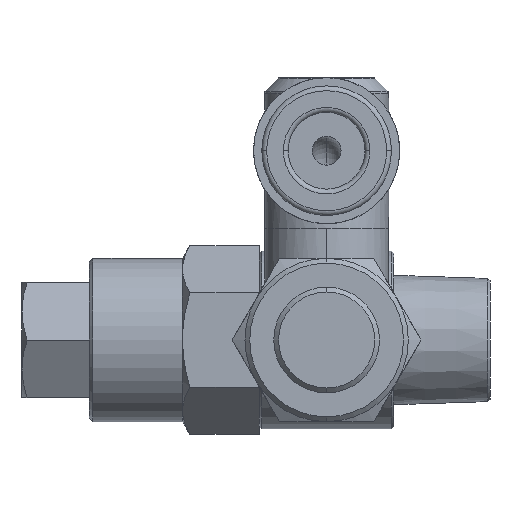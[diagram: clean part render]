
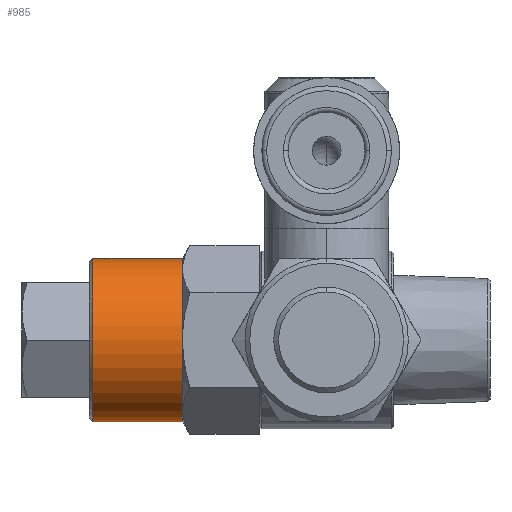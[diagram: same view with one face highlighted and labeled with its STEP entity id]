
A CAD part, left-side view. The second image highlights one B-rep face of the part: STEP entity #985.
In plain terms, the highlighted cylindrical face has radius 8.5 mm (diameter 17 mm), a partial arc.
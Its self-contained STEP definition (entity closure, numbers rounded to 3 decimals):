
#508 = VERTEX_POINT ( 'NONE', #5279 ) ;
#510 = VERTEX_POINT ( 'NONE', #5129 ) ;
#515 = VERTEX_POINT ( 'NONE', #5128 ) ;
#526 = VERTEX_POINT ( 'NONE', #5190 ) ;
#531 = EDGE_CURVE ( 'NONE', #515, #510, #5234, .T. ) ;
#556 = EDGE_CURVE ( 'NONE', #526, #508, #2557, .T. ) ;
#557 = EDGE_CURVE ( 'NONE', #508, #629, #2624, .T. ) ;
#629 = VERTEX_POINT ( 'NONE', #2858 ) ;
#721 = VERTEX_POINT ( 'NONE', #3028 ) ;
#814 = EDGE_LOOP ( 'NONE', ( #815, #982, #884, #851, #879, #880, #882 ) ) ;
#815 = ORIENTED_EDGE ( 'NONE', *, *, #531, .F. ) ;
#851 = ORIENTED_EDGE ( 'NONE', *, *, #557, .T. ) ;
#879 = ORIENTED_EDGE ( 'NONE', *, *, #908, .T. ) ;
#880 = ORIENTED_EDGE ( 'NONE', *, *, #976, .T. ) ;
#882 = ORIENTED_EDGE ( 'NONE', *, *, #902, .T. ) ;
#884 = ORIENTED_EDGE ( 'NONE', *, *, #556, .T. ) ;
#902 = EDGE_CURVE ( 'NONE', #721, #510, #3508, .T. ) ;
#908 = EDGE_CURVE ( 'NONE', #629, #941, #3579, .T. ) ;
#915 = EDGE_CURVE ( 'NONE', #515, #526, #3574, .T. ) ;
#941 = VERTEX_POINT ( 'NONE', #3591 ) ;
#976 = EDGE_CURVE ( 'NONE', #941, #721, #3816, .T. ) ;
#982 = ORIENTED_EDGE ( 'NONE', *, *, #915, .T. ) ;
#985 = ADVANCED_FACE ( 'NONE', ( #3700 ), #3788, .T. ) ;
#2555 = AXIS2_PLACEMENT_3D ( 'NONE', #2617, #2616, #2615 ) ;
#2557 = LINE ( 'NONE', #2621, #2620 ) ;
#2615 = DIRECTION ( 'NONE',  ( 0., 0., -1. ) ) ;
#2616 = DIRECTION ( 'NONE',  ( 0., 1., 0. ) ) ;
#2617 = CARTESIAN_POINT ( 'NONE',  ( 0., 15., 0. ) ) ;
#2619 = DIRECTION ( 'NONE',  ( 0., -1., 0. ) ) ;
#2620 = VECTOR ( 'NONE', #2619, 1000. ) ;
#2621 = CARTESIAN_POINT ( 'NONE',  ( 0., 55.742, -8.5 ) ) ;
#2624 = CIRCLE ( 'NONE', #2555, 8.5 ) ;
#2858 = CARTESIAN_POINT ( 'NONE',  ( -4.25, 15., -7.361 ) ) ;
#3028 = CARTESIAN_POINT ( 'NONE',  ( -4.25, 15., 7.361 ) ) ;
#3508 = CIRCLE ( 'NONE', #3522, 8.5 ) ;
#3522 = AXIS2_PLACEMENT_3D ( 'NONE', #3559, #3558, #3557 ) ;
#3557 = DIRECTION ( 'NONE',  ( 0., 0., -1. ) ) ;
#3558 = DIRECTION ( 'NONE',  ( 0., 1., 0. ) ) ;
#3559 = CARTESIAN_POINT ( 'NONE',  ( 0., 15., 0. ) ) ;
#3574 = CIRCLE ( 'NONE', #3580, 8.5 ) ;
#3575 = DIRECTION ( 'NONE',  ( 0., 0., -1. ) ) ;
#3576 = DIRECTION ( 'NONE',  ( 0., 1., 0. ) ) ;
#3577 = CARTESIAN_POINT ( 'NONE',  ( 0., 15., 0. ) ) ;
#3578 = AXIS2_PLACEMENT_3D ( 'NONE', #3577, #3576, #3575 ) ;
#3579 = CIRCLE ( 'NONE', #3578, 8.5 ) ;
#3580 = AXIS2_PLACEMENT_3D ( 'NONE', #3656, #3655, #3654 ) ;
#3591 = CARTESIAN_POINT ( 'NONE',  ( -8.5, 15., 0. ) ) ;
#3654 = DIRECTION ( 'NONE',  ( 0., 0., 1. ) ) ;
#3655 = DIRECTION ( 'NONE',  ( 0., -1., 0. ) ) ;
#3656 = CARTESIAN_POINT ( 'NONE',  ( 0., 24.325, 0. ) ) ;
#3695 = DIRECTION ( 'NONE',  ( 0., 0., -1. ) ) ;
#3696 = DIRECTION ( 'NONE',  ( 0., -1., 0. ) ) ;
#3700 = FACE_OUTER_BOUND ( 'NONE', #814, .T. ) ;
#3788 = CYLINDRICAL_SURFACE ( 'NONE', #3793, 8.5 ) ;
#3791 = CARTESIAN_POINT ( 'NONE',  ( 0., 55.742, 0. ) ) ;
#3793 = AXIS2_PLACEMENT_3D ( 'NONE', #3791, #3696, #3695 ) ;
#3812 = DIRECTION ( 'NONE',  ( 0., 0., -1. ) ) ;
#3813 = DIRECTION ( 'NONE',  ( 0., 1., 0. ) ) ;
#3814 = CARTESIAN_POINT ( 'NONE',  ( 0., 15., 0. ) ) ;
#3815 = AXIS2_PLACEMENT_3D ( 'NONE', #3814, #3813, #3812 ) ;
#3816 = CIRCLE ( 'NONE', #3815, 8.5 ) ;
#5128 = CARTESIAN_POINT ( 'NONE',  ( 0., 24.325, 8.5 ) ) ;
#5129 = CARTESIAN_POINT ( 'NONE',  ( 0., 15., 8.5 ) ) ;
#5190 = CARTESIAN_POINT ( 'NONE',  ( 0., 24.325, -8.5 ) ) ;
#5231 = DIRECTION ( 'NONE',  ( 0., -1., 0. ) ) ;
#5232 = VECTOR ( 'NONE', #5231, 1000. ) ;
#5233 = CARTESIAN_POINT ( 'NONE',  ( 0., 55.742, 8.5 ) ) ;
#5234 = LINE ( 'NONE', #5233, #5232 ) ;
#5279 = CARTESIAN_POINT ( 'NONE',  ( 0., 15., -8.5 ) ) ;
